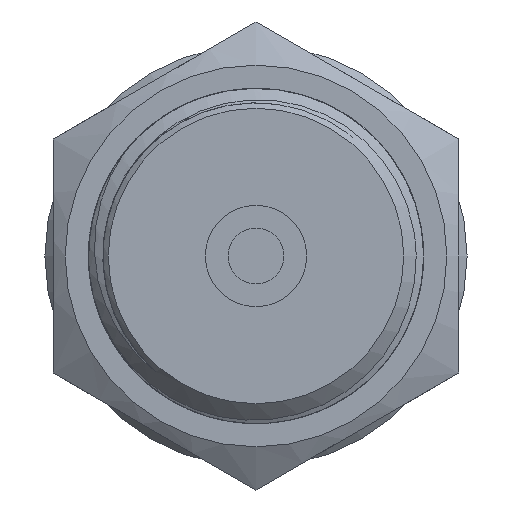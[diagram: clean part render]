
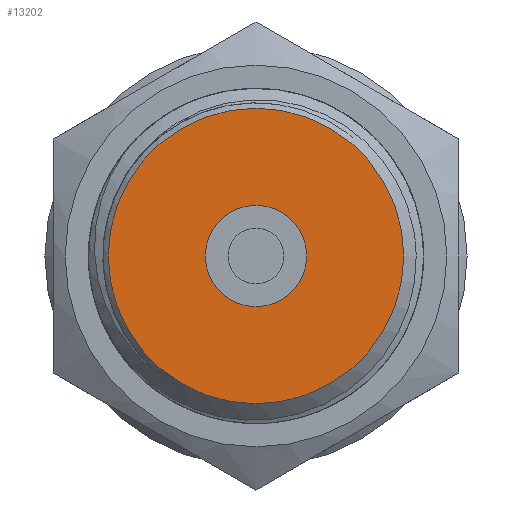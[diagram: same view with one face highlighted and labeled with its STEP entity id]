
A CAD part, left-side view. The second image highlights one B-rep face of the part: STEP entity #13202.
In plain terms, the highlighted planar face has unit normal (-1, 0, 0).
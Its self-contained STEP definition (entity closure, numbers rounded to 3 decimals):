
#193=PLANE('',#13855);
#442=FACE_BOUND('',#1835,.T.);
#1056=FACE_OUTER_BOUND('',#1834,.T.);
#1834=EDGE_LOOP('',(#10265));
#1835=EDGE_LOOP('',(#10266));
#2368=CIRCLE('',#13854,3.);
#2369=CIRCLE('',#13856,8.75);
#5823=VERTEX_POINT('',#25493);
#5824=VERTEX_POINT('',#25497);
#7438=EDGE_CURVE('',#5823,#5823,#2368,.T.);
#7440=EDGE_CURVE('',#5824,#5824,#2369,.T.);
#10265=ORIENTED_EDGE('',*,*,#7440,.F.);
#10266=ORIENTED_EDGE('',*,*,#7438,.T.);
#13202=ADVANCED_FACE('',(#1056,#442),#193,.T.);
#13854=AXIS2_PLACEMENT_3D('',#25494,#14959,#14960);
#13855=AXIS2_PLACEMENT_3D('',#25496,#14962,#14963);
#13856=AXIS2_PLACEMENT_3D('',#25498,#14964,#14965);
#14959=DIRECTION('center_axis',(1.,0.,0.));
#14960=DIRECTION('ref_axis',(0.,0.,-1.));
#14962=DIRECTION('center_axis',(-1.,0.,0.));
#14963=DIRECTION('ref_axis',(0.,0.,1.));
#14964=DIRECTION('center_axis',(1.,0.,0.));
#14965=DIRECTION('ref_axis',(0.,0.,-1.));
#25493=CARTESIAN_POINT('',(3.,-3.,0.));
#25494=CARTESIAN_POINT('Origin',(3.,0.,0.));
#25496=CARTESIAN_POINT('Origin',(3.,8.75,0.));
#25497=CARTESIAN_POINT('',(3.,-8.75,0.));
#25498=CARTESIAN_POINT('Origin',(3.,0.,0.));
